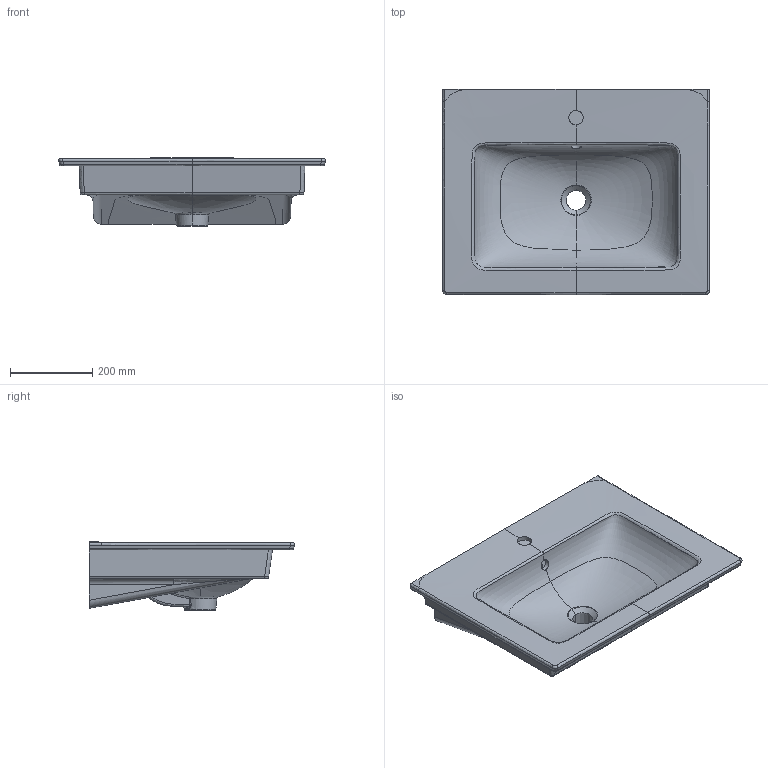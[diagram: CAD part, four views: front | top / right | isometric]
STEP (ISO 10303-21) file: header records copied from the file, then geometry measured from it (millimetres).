
FILE_DESCRIPTION(/* description */ (''),/* implementation_level */ '2;1');
FILE_NAME(/* name */ '412465_Venticello_SWT-65.stp',/* time_stamp */ '2018-11-07T11:13:45+01:00',/* author */ (''),/* organization */ (''),/* preprocessor_version */ 'ST-DEVELOPER v16',/* originating_system */ 'SIEMENS PLM Software NX 10.0',/* authorisation */ '');
FILE_SCHEMA (('AUTOMOTIVE_DESIGN { 1 0 10303 214 3 1 1 1 }'));
Length unit declared in the file: millimetre
Products named in the file (1): Sier039079B3t9cy
Bounding box: 650.36 x 500.08 x 166.74 mm (x, y, z)
Volume: 19144409.4 mm3; surface area: 950353.6 mm2
Topology: 1 solids, 1 shells, 130 faces, 367 edges, 231 vertices
Faces by surface type: bspline 80, plane 25, cylinder 23, extrusion 2
Full cylindrical faces by diameter (mm): 25 x1, 35 x1
Entity records: 30105 total; most frequent: CARTESIAN_POINT 27642, ORIENTED_EDGE 714, EDGE_CURVE 357, B_SPLINE_CURVE_WITH_KNOTS 244, VERTEX_POINT 229, DIRECTION 202, EDGE_LOOP 132, ADVANCED_FACE 130
